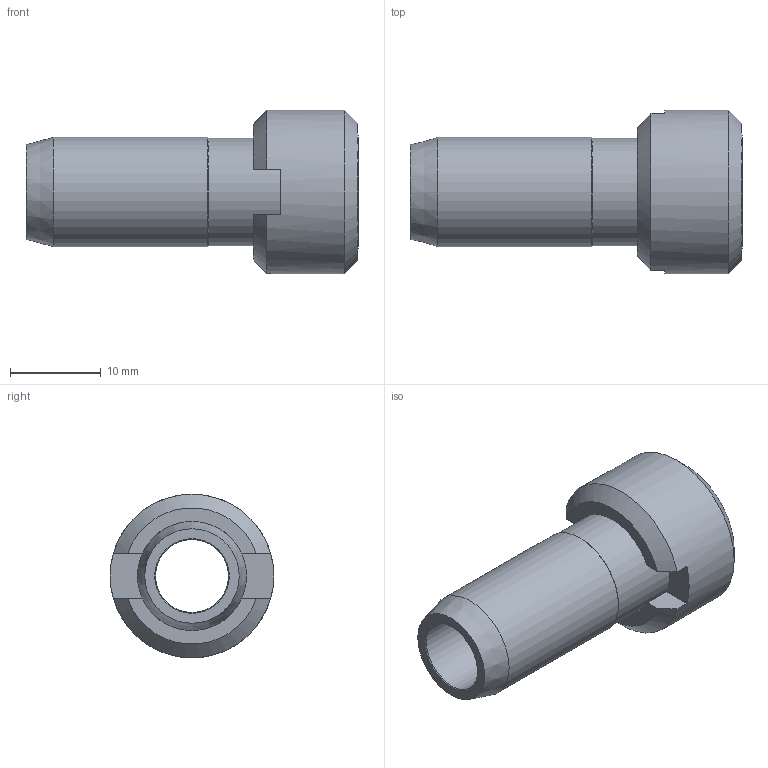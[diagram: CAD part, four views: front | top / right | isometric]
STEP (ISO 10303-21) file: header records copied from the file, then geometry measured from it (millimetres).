
FILE_DESCRIPTION( ( 'Unknown' ), '1' );
FILE_NAME( '721163000-A.stp', 'Unknown', ( 'Unknown' ), ( 'Unknown' ), 'PSStep 15.0.49', 'Unknown', ' ' );
FILE_SCHEMA( ( 'AUTOMOTIVE_DESIGN { 1 0 10303 214 1 1 1 1 }' ) );
Length unit declared in the file: millimetre
Products named in the file (5): Assem1; 0012531; 0012532; 0012533; 0012534
Assembly tree (4 placements, depth 2):
  Assem1
    0012531
    0012532
    0012533
    0012534
Bounding box: 36.51 x 18 x 18 mm (x, y, z)
Volume: 3556.6 mm3; surface area: 4313.9 mm2
Topology: 4 solids, 4 shells, 32 faces, 72 edges, 45 vertices
Faces by surface type: plane 13, cone 9, cylinder 8, torus 2
Full cylindrical faces by diameter (mm): 8 x1, 10 x1, 11.8 x1, 12 x2, 15 x2, 18 x1
Entity records: 1116 total; most frequent: DIRECTION 148, CARTESIAN_POINT 139, ORIENTED_EDGE 98, AXIS2_PLACEMENT_3D 66, EDGE_LOOP 50, EDGE_CURVE 49, VERTEX_POINT 41, FACE_OUTER_BOUND 38
